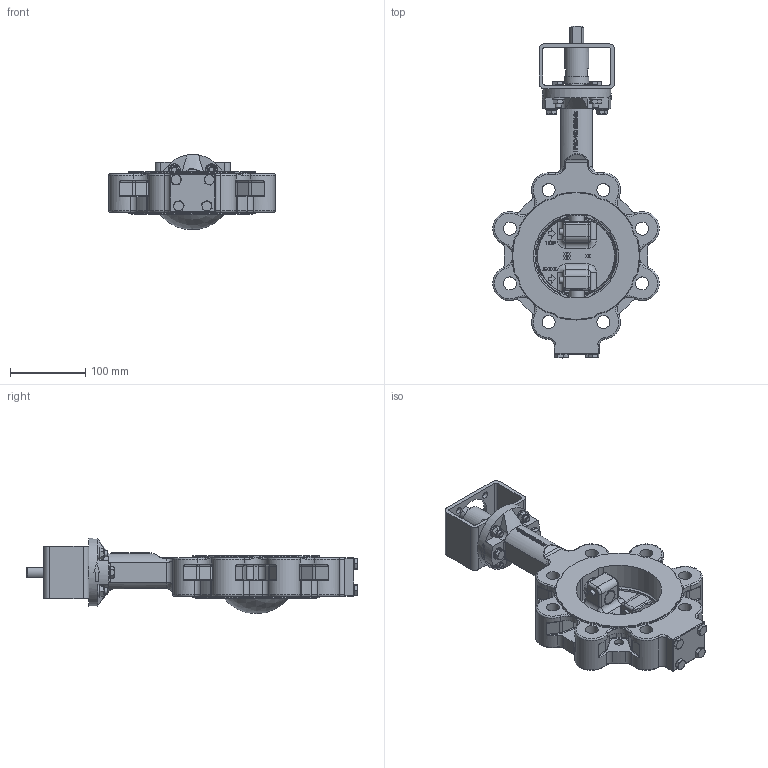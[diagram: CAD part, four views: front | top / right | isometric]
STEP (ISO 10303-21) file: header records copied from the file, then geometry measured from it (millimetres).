
FILE_DESCRIPTION(/* description */ (''),/* implementation_level */ '2;1');
FILE_NAME(/* name */ 'HP114-C DN100 PN25-40.stp',/* time_stamp */ '2018-12-03T08:10:22+01:00',/* author */ ('hellwig'),/* organization */ (''),/* preprocessor_version */ 'ST-DEVELOPER v16.5',/* originating_system */ 'Autodesk Inventor 2017',/* authorisation */ '');
FILE_SCHEMA (('CONFIG_CONTROL_DESIGN'));
Products named in the file (1): M46337
Bounding box: 220.97 x 440.8 x 99.66 mm (x, y, z)
Volume: 1784374.3 mm3; surface area: 394172.2 mm2
Topology: 4 solids, 20 shells, 1967 faces, 4953 edges, 3126 vertices
Faces by surface type: plane 816, cylinder 438, bspline 316, torus 251, cone 137, sphere 9
Full cylindrical faces by diameter (mm): 4.917 x6, 6.647 x4, 7.323 x4, 8 x18, 8.4 x6, 9 x14, 9.2 x2, 11.4 x4, 11.63 x6, 12.5 x6, 16 x6, 17.294 x8, 20 x2, 20.05 x2, 22.1 x1, 23.25 x2, 24.5 x2, 25.05 x1, 31.95 x1, 32 x2, 35.5 x1, 42.3 x1, 55 x2, 90 x1, 94.6 x1, 96.2 x1, 100.1 x1, 101.1 x1, 107.5 x1, 109.9 x1
Entity records: 89168 total; most frequent: CARTESIAN_POINT 44002, ORIENTED_EDGE 9276, DIRECTION 8644, EDGE_CURVE 4638, AXIS2_PLACEMENT_3D 3246, VERTEX_POINT 3045, EDGE_LOOP 2391, LINE 2152
